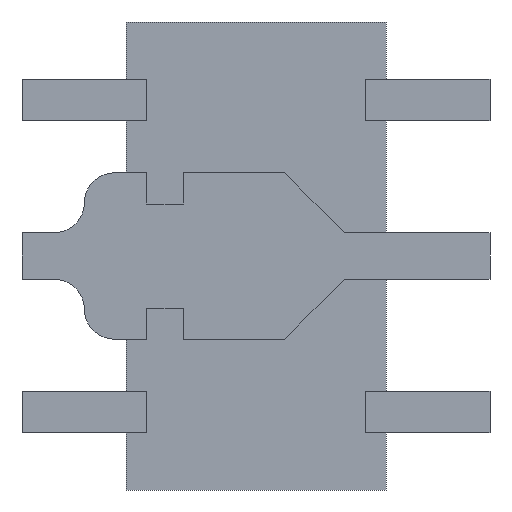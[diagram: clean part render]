
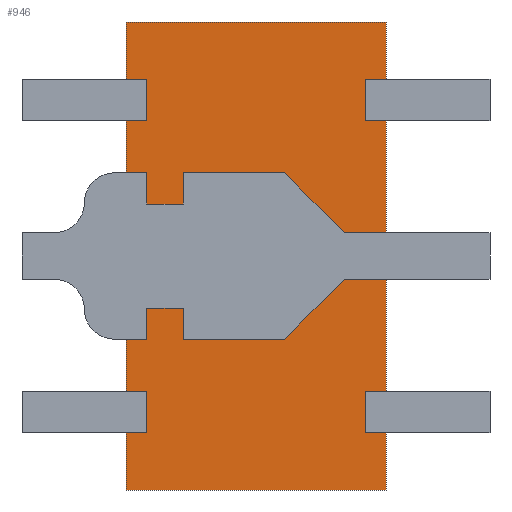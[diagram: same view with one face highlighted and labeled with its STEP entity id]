
A CAD part, left-side view. The second image highlights one B-rep face of the part: STEP entity #946.
In plain terms, the highlighted planar face has unit normal (-1, 0, 0).
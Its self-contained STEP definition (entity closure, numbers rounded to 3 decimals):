
#74=PLANE('',#1027);
#128=FACE_OUTER_BOUND('',#182,.T.);
#182=EDGE_LOOP('',(#885,#886,#887,#888));
#291=LINE('',#1518,#409);
#295=LINE('',#1525,#413);
#298=LINE('',#1531,#416);
#300=LINE('',#1534,#418);
#409=VECTOR('',#1252,10.);
#413=VECTOR('',#1258,10.);
#416=VECTOR('',#1263,10.);
#418=VECTOR('',#1267,10.);
#505=VERTEX_POINT('',#1515);
#506=VERTEX_POINT('',#1517);
#508=VERTEX_POINT('',#1523);
#510=VERTEX_POINT('',#1529);
#627=EDGE_CURVE('',#505,#506,#291,.T.);
#631=EDGE_CURVE('',#508,#505,#295,.T.);
#634=EDGE_CURVE('',#510,#508,#298,.T.);
#636=EDGE_CURVE('',#506,#510,#300,.T.);
#885=ORIENTED_EDGE('',*,*,#636,.F.);
#886=ORIENTED_EDGE('',*,*,#627,.F.);
#887=ORIENTED_EDGE('',*,*,#631,.F.);
#888=ORIENTED_EDGE('',*,*,#634,.F.);
#946=ADVANCED_FACE('',(#128),#74,.F.);
#1027=AXIS2_PLACEMENT_3D('',#1536,#1270,#1271);
#1252=DIRECTION('',(0.,0.,-1.));
#1258=DIRECTION('',(0.,-1.,0.));
#1263=DIRECTION('',(0.,0.,1.));
#1267=DIRECTION('',(0.,1.,0.));
#1270=DIRECTION('center_axis',(1.,0.,0.));
#1271=DIRECTION('ref_axis',(0.,0.,-1.));
#1515=CARTESIAN_POINT('',(0.01,-1.25,2.25));
#1517=CARTESIAN_POINT('',(0.01,-1.25,-2.25));
#1518=CARTESIAN_POINT('',(0.01,-1.25,2.25));
#1523=CARTESIAN_POINT('',(0.01,1.25,2.25));
#1525=CARTESIAN_POINT('',(0.01,1.25,2.25));
#1529=CARTESIAN_POINT('',(0.01,1.25,-2.25));
#1531=CARTESIAN_POINT('',(0.01,1.25,-2.25));
#1534=CARTESIAN_POINT('',(0.01,-1.25,-2.25));
#1536=CARTESIAN_POINT('Origin',(0.01,0.,0.));
